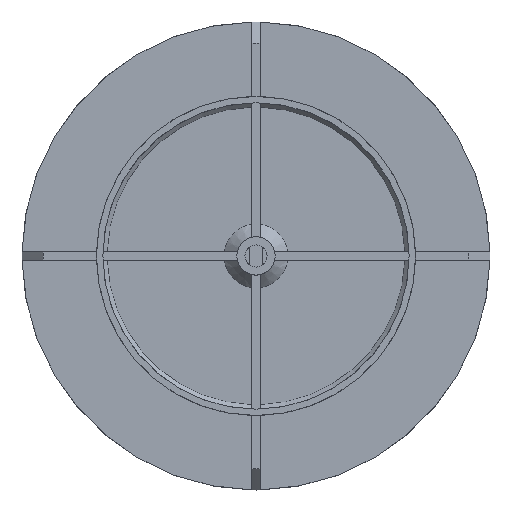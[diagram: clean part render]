
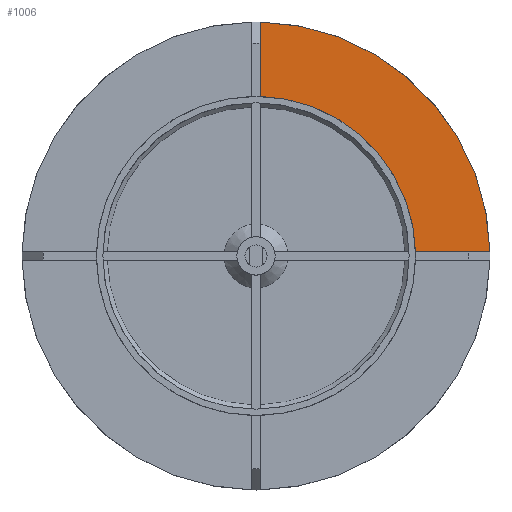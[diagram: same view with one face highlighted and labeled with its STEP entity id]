
A CAD part, top view. The second image highlights one B-rep face of the part: STEP entity #1006.
In plain terms, the highlighted planar face has unit normal (0, 0, 1).
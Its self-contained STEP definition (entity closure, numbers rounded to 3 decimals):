
#79=LINE('',#1716,#156);
#80=LINE('',#1722,#157);
#156=VECTOR('',#1358,10.);
#157=VECTOR('',#1367,10.);
#198=PLANE('',#1108);
#253=FACE_OUTER_BOUND('',#310,.T.);
#310=EDGE_LOOP('',(#862,#863,#864,#865));
#340=CIRCLE('',#1039,55.);
#375=CIRCLE('',#1109,37.5);
#417=VERTEX_POINT('',#1484);
#418=VERTEX_POINT('',#1486);
#485=VERTEX_POINT('',#1714);
#486=VERTEX_POINT('',#1720);
#518=EDGE_CURVE('',#418,#417,#340,.T.);
#619=EDGE_CURVE('',#417,#485,#79,.T.);
#621=EDGE_CURVE('',#486,#485,#375,.T.);
#622=EDGE_CURVE('',#486,#418,#80,.T.);
#862=ORIENTED_EDGE('',*,*,#619,.T.);
#863=ORIENTED_EDGE('',*,*,#621,.F.);
#864=ORIENTED_EDGE('',*,*,#622,.T.);
#865=ORIENTED_EDGE('',*,*,#518,.T.);
#1006=ADVANCED_FACE('',(#253),#198,.F.);
#1039=AXIS2_PLACEMENT_3D('',#1487,#1171,#1172);
#1108=AXIS2_PLACEMENT_3D('',#1719,#1363,#1364);
#1109=AXIS2_PLACEMENT_3D('',#1721,#1365,#1366);
#1171=DIRECTION('center_axis',(0.,0.,1.));
#1172=DIRECTION('ref_axis',(1.,0.,0.));
#1358=DIRECTION('',(0.,-1.,0.));
#1363=DIRECTION('center_axis',(0.,0.,-1.));
#1364=DIRECTION('ref_axis',(1.,0.,0.));
#1365=DIRECTION('center_axis',(0.,0.,1.));
#1366=DIRECTION('ref_axis',(1.,0.,0.));
#1367=DIRECTION('',(1.,0.,0.));
#1484=CARTESIAN_POINT('',(151.,104.991,3.));
#1486=CARTESIAN_POINT('',(204.991,51.,3.));
#1487=CARTESIAN_POINT('Origin',(150.,50.,3.));
#1714=CARTESIAN_POINT('',(151.,87.487,3.));
#1716=CARTESIAN_POINT('',(151.,68.743,3.));
#1719=CARTESIAN_POINT('Origin',(150.,50.,3.));
#1720=CARTESIAN_POINT('',(187.487,51.,3.));
#1721=CARTESIAN_POINT('Origin',(150.,50.,3.));
#1722=CARTESIAN_POINT('',(177.495,51.,3.));
